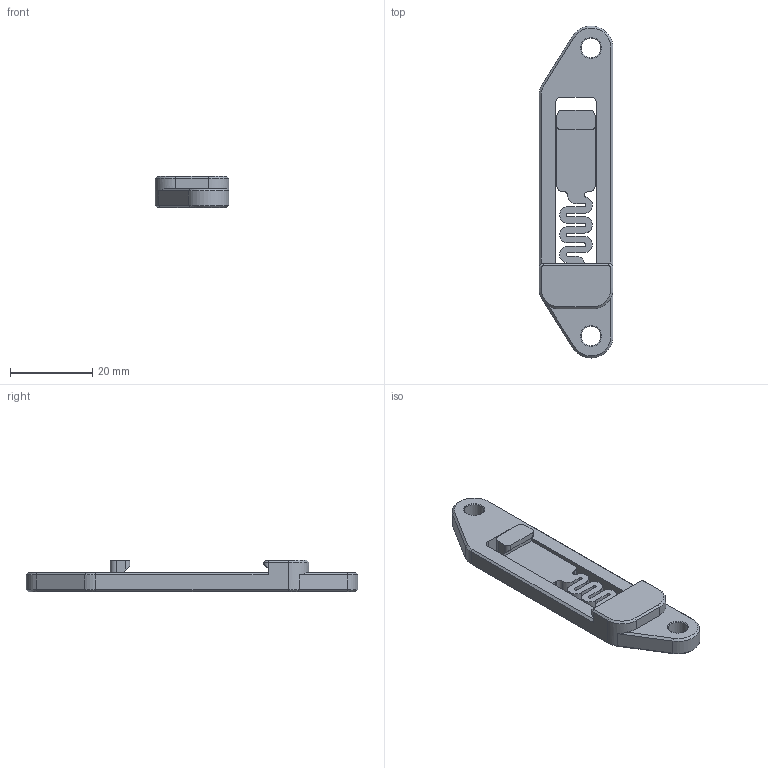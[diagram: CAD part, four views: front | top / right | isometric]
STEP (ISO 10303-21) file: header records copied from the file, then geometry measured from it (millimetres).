
FILE_DESCRIPTION(/* description */ (''),/* implementation_level */ '2;1');
FILE_NAME(/* name */ 'spider_bracket_horizontal_usb.step',/* time_stamp */ '2021-05-12T10:24:10+02:00',/* author */ (''),/* organization */ (''),/* preprocessor_version */ 'ST-DEVELOPER v18.1',/* originating_system */ 'Autodesk Translation Framework v10.6.0.1341',/* authorisation */ '');
FILE_SCHEMA (('AUTOMOTIVE_DESIGN { 1 0 10303 214 3 1 1 }'));
Length unit declared in the file: millimetre
Products named in the file (1): din.clip.psu
Bounding box: 18 x 80.77 x 7.6 mm (x, y, z)
Volume: 5531.2 mm3; surface area: 4388.9 mm2
Topology: 1 solids, 1 shells, 174 faces, 429 edges, 260 vertices
Faces by surface type: plane 84, cylinder 47, cone 43
Full cylindrical faces by diameter (mm): 4.7 x2
Entity records: 5170 total; most frequent: DIRECTION 917, CARTESIAN_POINT 882, ORIENTED_EDGE 858, EDGE_CURVE 429, AXIS2_PLACEMENT_3D 315, LINE 287, VECTOR 287, VERTEX_POINT 260
